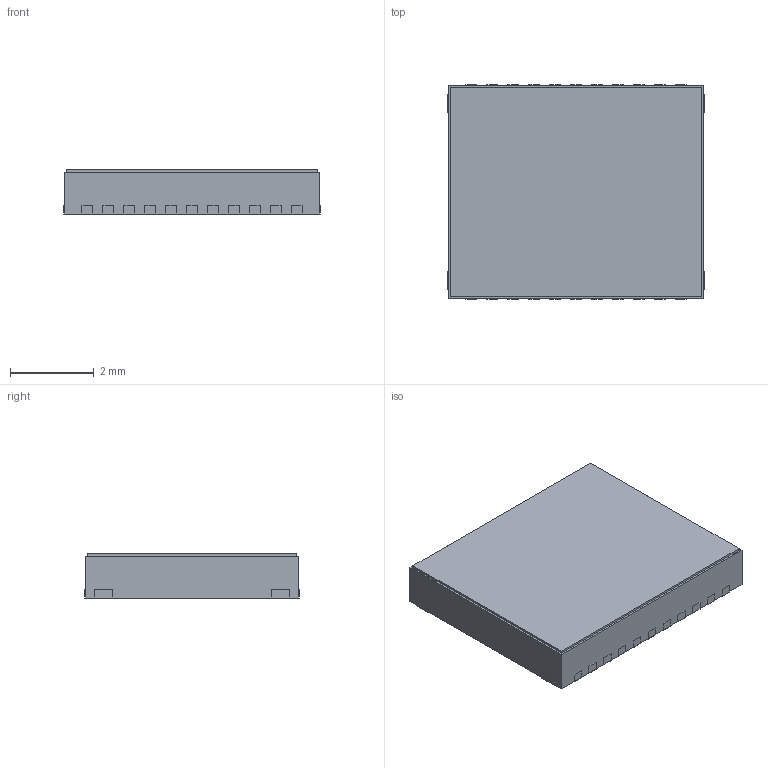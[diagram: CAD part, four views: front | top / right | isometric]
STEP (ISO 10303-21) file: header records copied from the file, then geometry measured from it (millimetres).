
FILE_DESCRIPTION(/* description */ (''),/* implementation_level */ '2;1');
FILE_NAME(/* name */ 'CSD88584Q5DC.step',/* time_stamp */ '2023-12-26T14:56:20-08:00',/* author */ (''),/* organization */ (''),/* preprocessor_version */ 'ST-DEVELOPER v20',/* originating_system */ 'Autodesk Translation Framework v12.14.0.127',/* authorisation */ '');
FILE_SCHEMA (('AUTOMOTIVE_DESIGN { 1 0 10303 214 3 1 1 }'));
Length unit declared in the file: millimetre
Products named in the file (1): CSD88584Q5DC
Bounding box: 6.12 x 5.12 x 1.05 mm (x, y, z)
Volume: 33.2 mm3; surface area: 142.8 mm2
Topology: 28 solids, 28 shells, 224 faces, 504 edges, 336 vertices
Faces by surface type: plane 172, cylinder 52
Entity records: 6243 total; most frequent: CARTESIAN_POINT 1065, DIRECTION 1058, ORIENTED_EDGE 1008, EDGE_CURVE 504, LINE 400, VECTOR 400, VERTEX_POINT 336, AXIS2_PLACEMENT_3D 329
